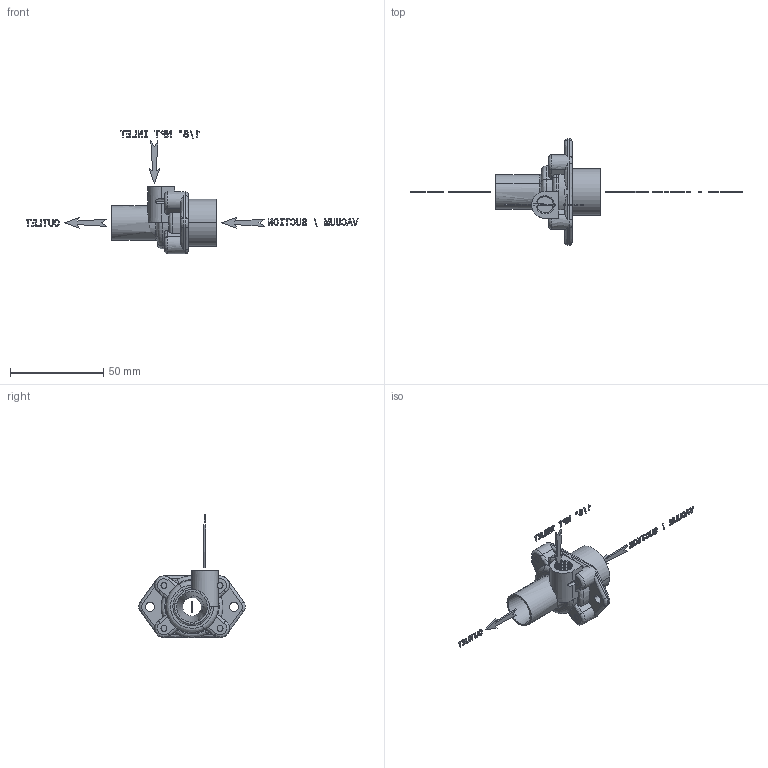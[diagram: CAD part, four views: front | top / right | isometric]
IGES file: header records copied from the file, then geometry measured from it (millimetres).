
Start section: START RECORD GO HERE.
Global section: file name: FX-10_Outline.igs; native system: DASSAULT SYSTEMES CATIA V5 R20 - www.3ds.com; preprocessor: CATIA Version 5 Release 20 ; author: Chirag Shah; organization: INTRITECH; date: 20181213.125044; units: millimetre
Bounding box: 177.74 x 57 x 66.07 mm (x, y, z)
Volume: 22284.2 mm3; surface area: 11599.4 mm2
Topology: 37 solids, 37 shells, 1271 faces, 3455 edges, 2287 vertices
Faces by surface type: plane 914, extrusion 165, revolution 155, bspline 37
